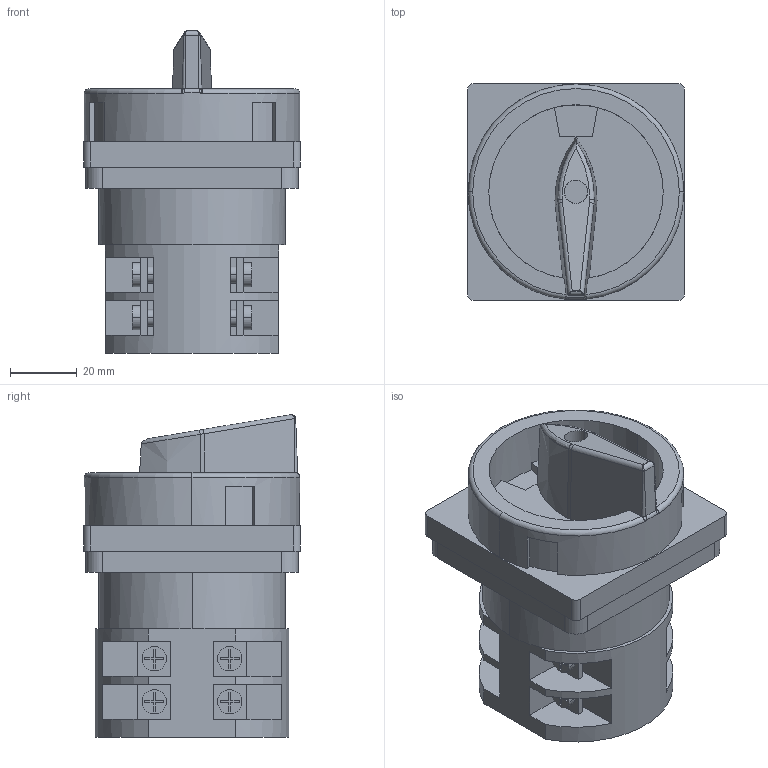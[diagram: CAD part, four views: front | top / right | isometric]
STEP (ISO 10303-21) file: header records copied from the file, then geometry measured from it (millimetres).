
FILE_DESCRIPTION (( 'STEP AP214' ), '1' );
FILE_NAME ('ﾏﾊﾏ-32-2.STEP', '2017-12-25T06:23:12', ( 'AutoBVT' ), ( 'Microsoft' ), 'SwSTEP 2.0', 'SolidWorks 2014', '' );
FILE_SCHEMA (( 'AUTOMOTIVE_DESIGN' ));
Length unit declared in the file: millimetre
Products named in the file (1): ﾏﾊﾏ-32-2
Bounding box: 64.99 x 64.99 x 96.66 mm (x, y, z)
Volume: 198656.9 mm3; surface area: 35489.4 mm2
Topology: 1 solids, 1 shells, 311 faces, 832 edges, 545 vertices
Faces by surface type: plane 222, cylinder 67, bspline 13, cone 6, torus 3
Entity records: 10432 total; most frequent: CARTESIAN_POINT 2555, ORIENTED_EDGE 1660, DIRECTION 1571, EDGE_CURVE 830, VECTOR 621, LINE 621, VERTEX_POINT 545, AXIS2_PLACEMENT_3D 475
